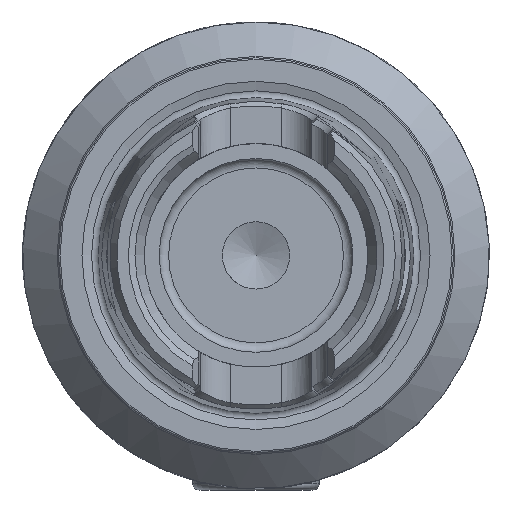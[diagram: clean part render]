
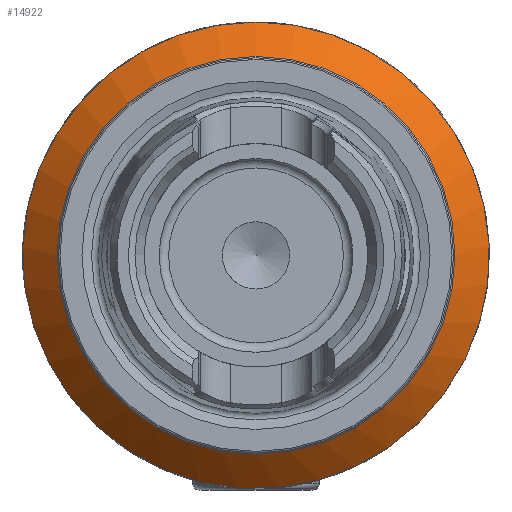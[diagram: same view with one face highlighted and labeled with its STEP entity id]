
A CAD part, left-side view. The second image highlights one B-rep face of the part: STEP entity #14922.
In plain terms, the highlighted conical face has half-angle 45 degrees and reference radius 29.5 mm.
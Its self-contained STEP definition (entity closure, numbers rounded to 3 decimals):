
#135 = CIRCLE ( 'NONE', #3843, 29.5 ) ;
#1232 = FACE_BOUND ( 'NONE', #13675, .T. ) ;
#1804 = EDGE_CURVE ( 'NONE', #2717, #2717, #9557, .T. ) ;
#2347 = CARTESIAN_POINT ( 'NONE',  ( -79.824, 0., 0. ) ) ;
#2717 = VERTEX_POINT ( 'NONE', #22679 ) ;
#2927 = CARTESIAN_POINT ( 'NONE',  ( -75.475, 0., 0. ) ) ;
#3843 = AXIS2_PLACEMENT_3D ( 'NONE', #10517, #21402, #8478 ) ;
#4028 = EDGE_CURVE ( 'NONE', #25326, #25326, #135, .T. ) ;
#4656 = DIRECTION ( 'NONE',  ( -1., 0., 0. ) ) ;
#4672 = CONICAL_SURFACE ( 'NONE', #11794, 29.5, 0.785 ) ;
#5141 = DIRECTION ( 'NONE',  ( 1., 0., 0. ) ) ;
#6700 = ORIENTED_EDGE ( 'NONE', *, *, #4028, .T. ) ;
#8478 = DIRECTION ( 'NONE',  ( 0., 0., 1. ) ) ;
#9557 = CIRCLE ( 'NONE', #24133, 25.151 ) ;
#9988 = CARTESIAN_POINT ( 'NONE',  ( -75.475, 0., 29.5 ) ) ;
#10517 = CARTESIAN_POINT ( 'NONE',  ( -75.475, 0., 0. ) ) ;
#11460 = DIRECTION ( 'NONE',  ( 0., 0., 1. ) ) ;
#11480 = DIRECTION ( 'NONE',  ( 0., 0., -1. ) ) ;
#11522 = FACE_OUTER_BOUND ( 'NONE', #26422, .T. ) ;
#11794 = AXIS2_PLACEMENT_3D ( 'NONE', #2927, #5141, #11480 ) ;
#13675 = EDGE_LOOP ( 'NONE', ( #15984 ) ) ;
#14922 = ADVANCED_FACE ( 'NONE', ( #1232, #11522 ), #4672, .T. ) ;
#15984 = ORIENTED_EDGE ( 'NONE', *, *, #1804, .F. ) ;
#21402 = DIRECTION ( 'NONE',  ( -1., 0., 0. ) ) ;
#22679 = CARTESIAN_POINT ( 'NONE',  ( -79.824, 0., 25.151 ) ) ;
#24133 = AXIS2_PLACEMENT_3D ( 'NONE', #2347, #4656, #11460 ) ;
#25326 = VERTEX_POINT ( 'NONE', #9988 ) ;
#26422 = EDGE_LOOP ( 'NONE', ( #6700 ) ) ;
